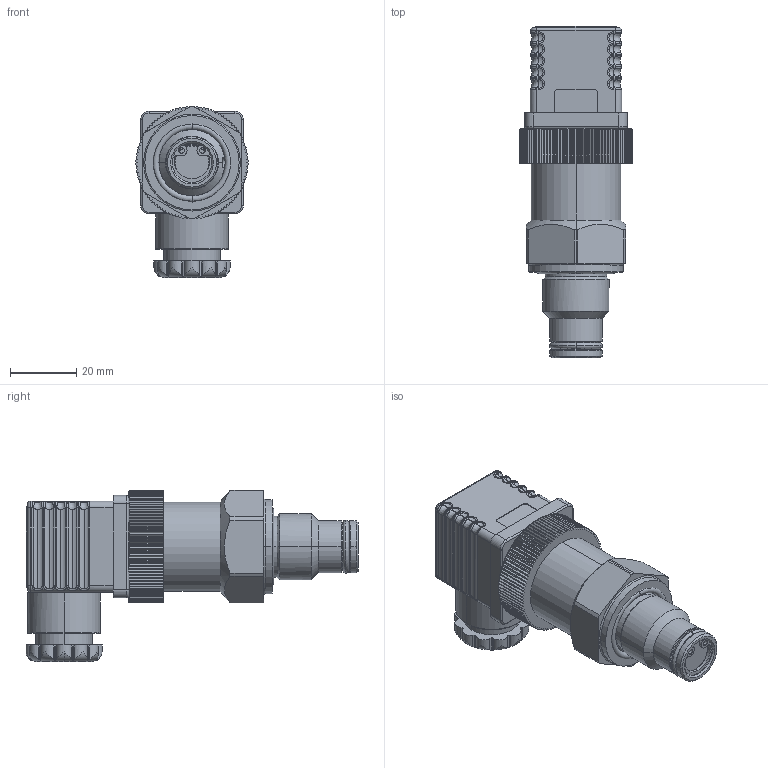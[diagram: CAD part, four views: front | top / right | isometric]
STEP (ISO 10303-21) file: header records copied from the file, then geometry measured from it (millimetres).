
FILE_DESCRIPTION (( 'STEP AP214' ), '1' );
FILE_NAME ('83T.STEP', '2020-02-11T10:07:44', ( '' ), ( '' ), 'SwSTEP 2.0', 'SolidWorks 2019', '' );
FILE_SCHEMA (( 'AUTOMOTIVE_DESIGN' ));
Length unit declared in the file: millimetre
Products named in the file (1): 83T
Bounding box: 33.99 x 100.45 x 51.75 mm (x, y, z)
Surface area: 16580.1 mm2 (no closed solid volume)
Topology: 0 solids, 13 shells, 822 faces, 2204 edges, 1373 vertices
Faces by surface type: cylinder 291, plane 287, torus 148, bspline 74, cone 12, sphere 10
Entity records: 38631 total; most frequent: CARTESIAN_POINT 9972, ORIENTED_EDGE 4140, DIRECTION 3977, EDGE_CURVE 2200, AXIS2_PLACEMENT_3D 1524, VERTEX_POINT 1373, LINE 929, VECTOR 929
